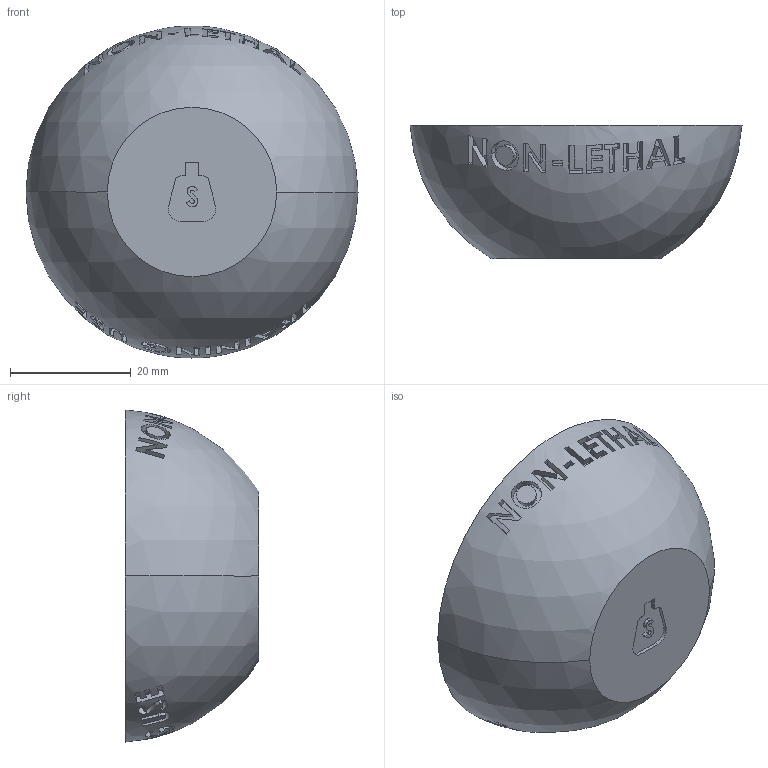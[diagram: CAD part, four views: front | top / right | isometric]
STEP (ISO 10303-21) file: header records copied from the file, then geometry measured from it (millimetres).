
FILE_DESCRIPTION (( 'STEP AP214' ), '1' );
FILE_NAME ('DS55SBottom.STEP', '2025-05-29T18:29:16', ( '' ), ( '' ), 'SwSTEP 2.0', 'SolidWorks 2025', '' );
FILE_SCHEMA (( 'AUTOMOTIVE_DESIGN' ));
Length unit declared in the file: millimetre
Products named in the file (1): DS55SBottom
Bounding box: 54.91 x 22.07 x 54.91 mm (x, y, z)
Volume: 24626.9 mm3; surface area: 8969 mm2
Topology: 1 solids, 1 shells, 277 faces, 736 edges, 489 vertices
Faces by surface type: bspline 221, sphere 27, plane 16, cylinder 10, cone 3
Entity records: 21084 total; most frequent: CARTESIAN_POINT 16126, ORIENTED_EDGE 1472, EDGE_CURVE 736, B_SPLINE_CURVE_WITH_KNOTS 647, VERTEX_POINT 489, EDGE_LOOP 305, ADVANCED_FACE 277, FACE_OUTER_BOUND 277
